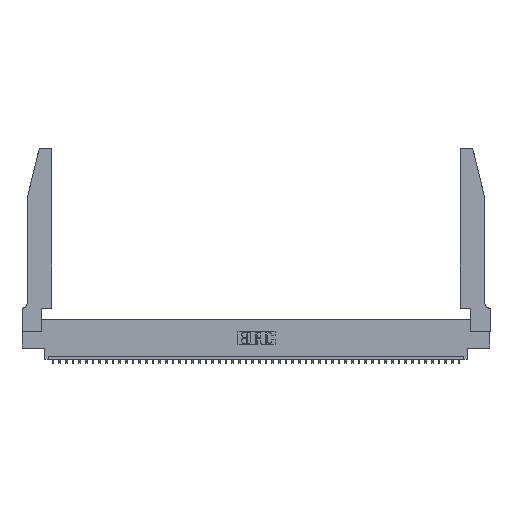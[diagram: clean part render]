
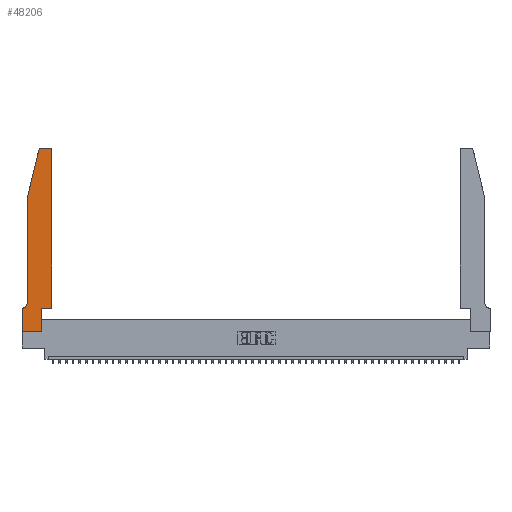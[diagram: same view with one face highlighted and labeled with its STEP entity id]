
A CAD part, top view. The second image highlights one B-rep face of the part: STEP entity #48206.
In plain terms, the highlighted planar face has unit normal (0, 0, 1).
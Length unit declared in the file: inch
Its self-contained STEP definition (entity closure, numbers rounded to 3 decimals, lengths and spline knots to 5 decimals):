
#239 = LINE ( 'NONE', #16957, #11981 ) ;
#336 = DIRECTION ( 'NONE',  ( 0., 0., 1. ) ) ;
#601 = VERTEX_POINT ( 'NONE', #17942 ) ;
#1753 = EDGE_CURVE ( 'NONE', #20161, #24442, #41854, .T. ) ;
#1936 = CARTESIAN_POINT ( 'NONE',  ( 0., 0., 0.37 ) ) ;
#1943 = CARTESIAN_POINT ( 'NONE',  ( 0.0055, 0.35, 0.37 ) ) ;
#2671 = ORIENTED_EDGE ( 'NONE', *, *, #25506, .T. ) ;
#3164 = CARTESIAN_POINT ( 'NONE',  ( 0.0755, 2., 0.37 ) ) ;
#3228 = CARTESIAN_POINT ( 'NONE',  ( 0.4505, 0.35, 0.37 ) ) ;
#3549 = DIRECTION ( 'NONE',  ( 0., 1., 0. ) ) ;
#3965 = DIRECTION ( 'NONE',  ( 1., 0., 0. ) ) ;
#6702 = VERTEX_POINT ( 'NONE', #43527 ) ;
#6855 = DIRECTION ( 'NONE',  ( 1., 0., 0. ) ) ;
#7565 = VECTOR ( 'NONE', #18192, 39.37008 ) ;
#7566 = VECTOR ( 'NONE', #6855, 39.37008 ) ;
#8230 = VERTEX_POINT ( 'NONE', #30954 ) ;
#8805 = CARTESIAN_POINT ( 'NONE',  ( 0., 0.35, 0.37 ) ) ;
#9320 = CARTESIAN_POINT ( 'NONE',  ( 0., 0., 0.37 ) ) ;
#9762 = CARTESIAN_POINT ( 'NONE',  ( 0.0755, 0.35, 0.37 ) ) ;
#10144 = CIRCLE ( 'NONE', #46357, 0.03 ) ;
#10597 = CARTESIAN_POINT ( 'NONE',  ( 0.2865, 0., 0.37 ) ) ;
#10866 = ORIENTED_EDGE ( 'NONE', *, *, #48033, .T. ) ;
#10948 = CARTESIAN_POINT ( 'NONE',  ( 0.0755, 2., 0.37 ) ) ;
#11123 = ORIENTED_EDGE ( 'NONE', *, *, #15673, .T. ) ;
#11378 = VECTOR ( 'NONE', #36122, 39.37008 ) ;
#11457 = EDGE_CURVE ( 'NONE', #32838, #44823, #19338, .T. ) ;
#11500 = ORIENTED_EDGE ( 'NONE', *, *, #48318, .T. ) ;
#11801 = CARTESIAN_POINT ( 'NONE',  ( 0., 0., 0.37 ) ) ;
#11892 = CARTESIAN_POINT ( 'NONE',  ( 0.2865, 0.35, 0.37 ) ) ;
#11981 = VECTOR ( 'NONE', #14651, 39.37008 ) ;
#12130 = DIRECTION ( 'NONE',  ( 0., -1., 0. ) ) ;
#13001 = EDGE_CURVE ( 'NONE', #36228, #601, #239, .T. ) ;
#13593 = DIRECTION ( 'NONE',  ( 0., 0., 1. ) ) ;
#14251 = CARTESIAN_POINT ( 'NONE',  ( 0.4205, 2.75, 0.37 ) ) ;
#14556 = CARTESIAN_POINT ( 'NONE',  ( 0.2605, 2.75, 0.37 ) ) ;
#14651 = DIRECTION ( 'NONE',  ( 1., 0., 0. ) ) ;
#14874 = EDGE_CURVE ( 'NONE', #601, #32838, #43298, .T. ) ;
#15120 = VERTEX_POINT ( 'NONE', #38399 ) ;
#15397 = VECTOR ( 'NONE', #12130, 39.37008 ) ;
#15673 = EDGE_CURVE ( 'NONE', #15120, #22371, #21302, .T. ) ;
#16513 = LINE ( 'NONE', #42571, #41909 ) ;
#16642 = VECTOR ( 'NONE', #3549, 39.37008 ) ;
#16957 = CARTESIAN_POINT ( 'NONE',  ( 0.4505, 0.35, 0.37 ) ) ;
#17121 = CARTESIAN_POINT ( 'NONE',  ( 0.4505, 2.72, 0.37 ) ) ;
#17797 = DIRECTION ( 'NONE',  ( -1., 0., 0. ) ) ;
#17942 = CARTESIAN_POINT ( 'NONE',  ( 0.4505, 0.35, 0.37 ) ) ;
#18192 = DIRECTION ( 'NONE',  ( 0., -1., 0. ) ) ;
#18437 = DIRECTION ( 'NONE',  ( 1., 0., 0. ) ) ;
#19048 = DIRECTION ( 'NONE',  ( 1., 0., 0. ) ) ;
#19338 = CIRCLE ( 'NONE', #36443, 0.03 ) ;
#19698 = DIRECTION ( 'NONE',  ( 0., 1., 0. ) ) ;
#19870 = VERTEX_POINT ( 'NONE', #10948 ) ;
#20161 = VERTEX_POINT ( 'NONE', #9320 ) ;
#20255 = LINE ( 'NONE', #9762, #11378 ) ;
#21240 = ORIENTED_EDGE ( 'NONE', *, *, #31584, .T. ) ;
#21302 = CIRCLE ( 'NONE', #40342, 0.07 ) ;
#21317 = LINE ( 'NONE', #11801, #15397 ) ;
#21721 = CARTESIAN_POINT ( 'NONE',  ( 0.2865, 0.35, 0.37 ) ) ;
#22371 = VERTEX_POINT ( 'NONE', #1943 ) ;
#23644 = FACE_OUTER_BOUND ( 'NONE', #36314, .T. ) ;
#24442 = VERTEX_POINT ( 'NONE', #10597 ) ;
#24612 = ORIENTED_EDGE ( 'NONE', *, *, #41997, .T. ) ;
#25506 = EDGE_CURVE ( 'NONE', #19870, #15120, #43673, .T. ) ;
#26070 = VERTEX_POINT ( 'NONE', #8805 ) ;
#26452 = CARTESIAN_POINT ( 'NONE',  ( 0., 0.35, 0.37 ) ) ;
#26789 = ORIENTED_EDGE ( 'NONE', *, *, #14874, .T. ) ;
#27682 = DIRECTION ( 'NONE',  ( -0.239, -0.971, 0. ) ) ;
#29211 = ORIENTED_EDGE ( 'NONE', *, *, #11457, .T. ) ;
#29640 = EDGE_CURVE ( 'NONE', #8230, #6702, #10144, .T. ) ;
#30100 = AXIS2_PLACEMENT_3D ( 'NONE', #26452, #37882, #3965 ) ;
#30135 = ORIENTED_EDGE ( 'NONE', *, *, #29640, .T. ) ;
#30451 = CARTESIAN_POINT ( 'NONE',  ( 0.284, 2.72, 0.37 ) ) ;
#30778 = LINE ( 'NONE', #14556, #37365 ) ;
#30954 = CARTESIAN_POINT ( 'NONE',  ( 0.284, 2.75, 0.37 ) ) ;
#31584 = EDGE_CURVE ( 'NONE', #22371, #26070, #20255, .T. ) ;
#31831 = DIRECTION ( 'NONE',  ( 0., 0., -1. ) ) ;
#32301 = CARTESIAN_POINT ( 'NONE',  ( 0.4205, 2.72, 0.37 ) ) ;
#32630 = VECTOR ( 'NONE', #19698, 39.37008 ) ;
#32838 = VERTEX_POINT ( 'NONE', #17121 ) ;
#33264 = LINE ( 'NONE', #11892, #32630 ) ;
#34058 = PLANE ( 'NONE',  #30100 ) ;
#34121 = ORIENTED_EDGE ( 'NONE', *, *, #1753, .T. ) ;
#35813 = CARTESIAN_POINT ( 'NONE',  ( 0.0055, 0.42, 0.37 ) ) ;
#36122 = DIRECTION ( 'NONE',  ( -1., 0., 0. ) ) ;
#36228 = VERTEX_POINT ( 'NONE', #21721 ) ;
#36314 = EDGE_LOOP ( 'NONE', ( #10866, #30135, #43324, #2671, #11123, #21240, #11500, #34121, #24612, #44396, #26789, #29211 ) ) ;
#36443 = AXIS2_PLACEMENT_3D ( 'NONE', #32301, #13593, #18437 ) ;
#37288 = EDGE_CURVE ( 'NONE', #6702, #19870, #16513, .T. ) ;
#37365 = VECTOR ( 'NONE', #44318, 39.37008 ) ;
#37882 = DIRECTION ( 'NONE',  ( 0., 0., 1. ) ) ;
#38399 = CARTESIAN_POINT ( 'NONE',  ( 0.0755, 0.42, 0.37 ) ) ;
#40342 = AXIS2_PLACEMENT_3D ( 'NONE', #35813, #31831, #17797 ) ;
#41854 = LINE ( 'NONE', #1936, #7566 ) ;
#41909 = VECTOR ( 'NONE', #27682, 39.37008 ) ;
#41997 = EDGE_CURVE ( 'NONE', #24442, #36228, #33264, .T. ) ;
#42571 = CARTESIAN_POINT ( 'NONE',  ( 0.0755, 2., 0.37 ) ) ;
#43298 = LINE ( 'NONE', #3228, #16642 ) ;
#43324 = ORIENTED_EDGE ( 'NONE', *, *, #37288, .T. ) ;
#43527 = CARTESIAN_POINT ( 'NONE',  ( 0.25487, 2.72718, 0.37 ) ) ;
#43673 = LINE ( 'NONE', #3164, #7565 ) ;
#44318 = DIRECTION ( 'NONE',  ( -1., 0., 0. ) ) ;
#44396 = ORIENTED_EDGE ( 'NONE', *, *, #13001, .T. ) ;
#44823 = VERTEX_POINT ( 'NONE', #14251 ) ;
#46357 = AXIS2_PLACEMENT_3D ( 'NONE', #30451, #336, #19048 ) ;
#48033 = EDGE_CURVE ( 'NONE', #44823, #8230, #30778, .T. ) ;
#48206 = ADVANCED_FACE ( 'NONE', ( #23644 ), #34058, .T. ) ;
#48318 = EDGE_CURVE ( 'NONE', #26070, #20161, #21317, .T. ) ;
